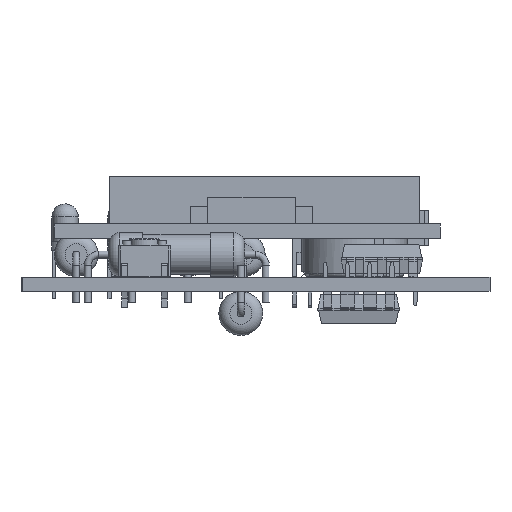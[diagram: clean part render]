
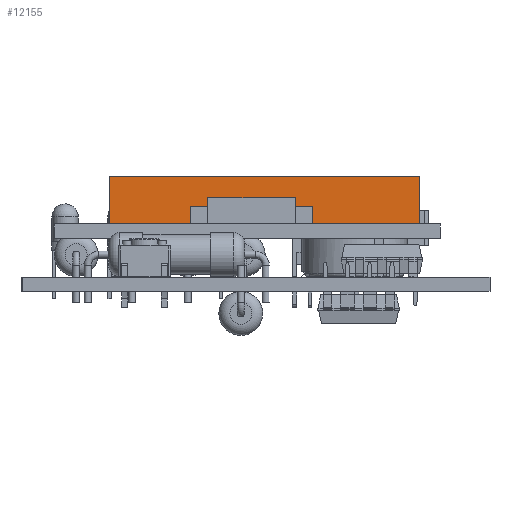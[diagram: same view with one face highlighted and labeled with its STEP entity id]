
A CAD part, left-side view. The second image highlights one B-rep face of the part: STEP entity #12155.
In plain terms, the highlighted planar face has unit normal (-1, 0, 0).
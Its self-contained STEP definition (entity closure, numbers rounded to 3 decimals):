
#2735 = PLANE('',#2736);
#2736 = AXIS2_PLACEMENT_3D('',#2737,#2738,#2739);
#2737 = CARTESIAN_POINT('',(-11.9,-19.5,6.));
#2738 = DIRECTION('',(-0.,-0.,-1.));
#2739 = DIRECTION('',(-1.,0.,0.));
#6204 = PLANE('',#6205);
#6205 = AXIS2_PLACEMENT_3D('',#6206,#6207,#6208);
#6206 = CARTESIAN_POINT('',(-70.,-15.,6.));
#6207 = DIRECTION('',(0.,1.,0.));
#6208 = DIRECTION('',(0.,-0.,1.));
#6260 = PLANE('',#6261);
#6261 = AXIS2_PLACEMENT_3D('',#6262,#6263,#6264);
#6262 = CARTESIAN_POINT('',(-70.,-25.,6.));
#6263 = DIRECTION('',(0.,1.,0.));
#6264 = DIRECTION('',(0.,-0.,1.));
#6357 = VERTEX_POINT('',#6358);
#6358 = CARTESIAN_POINT('',(-63.9,-25.,6.));
#6379 = EDGE_CURVE('',#6380,#6357,#6382,.T.);
#6380 = VERTEX_POINT('',#6381);
#6381 = CARTESIAN_POINT('',(-63.9,-39.2,6.));
#6382 = SURFACE_CURVE('',#6383,(#6387,#6394),.PCURVE_S1.);
#6383 = LINE('',#6384,#6385);
#6384 = CARTESIAN_POINT('',(-63.9,-39.2,6.));
#6385 = VECTOR('',#6386,1.);
#6386 = DIRECTION('',(0.,1.,0.));
#6387 = PCURVE('',#2735,#6388);
#6388 = DEFINITIONAL_REPRESENTATION('',(#6389),#6393);
#6389 = LINE('',#6390,#6391);
#6390 = CARTESIAN_POINT('',(52.,-19.7));
#6391 = VECTOR('',#6392,1.);
#6392 = DIRECTION('',(0.,1.));
#6393 = ( GEOMETRIC_REPRESENTATION_CONTEXT(2) 
PARAMETRIC_REPRESENTATION_CONTEXT() REPRESENTATION_CONTEXT('2D SPACE',''
  ) );
#6394 = PCURVE('',#6395,#6400);
#6395 = PLANE('',#6396);
#6396 = AXIS2_PLACEMENT_3D('',#6397,#6398,#6399);
#6397 = CARTESIAN_POINT('',(-63.9,-39.2,6.));
#6398 = DIRECTION('',(1.,0.,0.));
#6399 = DIRECTION('',(0.,0.,1.));
#6400 = DEFINITIONAL_REPRESENTATION('',(#6401),#6405);
#6401 = LINE('',#6402,#6403);
#6402 = CARTESIAN_POINT('',(0.,0.));
#6403 = VECTOR('',#6404,1.);
#6404 = DIRECTION('',(0.,-1.));
#6405 = ( GEOMETRIC_REPRESENTATION_CONTEXT(2) 
PARAMETRIC_REPRESENTATION_CONTEXT() REPRESENTATION_CONTEXT('2D SPACE',''
  ) );
#6423 = PLANE('',#6424);
#6424 = AXIS2_PLACEMENT_3D('',#6425,#6426,#6427);
#6425 = CARTESIAN_POINT('',(-63.9,-39.2,6.));
#6426 = DIRECTION('',(0.,1.,0.));
#6427 = DIRECTION('',(0.,-0.,1.));
#6464 = VERTEX_POINT('',#6465);
#6465 = CARTESIAN_POINT('',(-63.9,-3.8,6.));
#6479 = PLANE('',#6480);
#6480 = AXIS2_PLACEMENT_3D('',#6481,#6482,#6483);
#6481 = CARTESIAN_POINT('',(-63.9,-3.8,6.));
#6482 = DIRECTION('',(0.,1.,0.));
#6483 = DIRECTION('',(0.,-0.,1.));
#6491 = EDGE_CURVE('',#6492,#6464,#6494,.T.);
#6492 = VERTEX_POINT('',#6493);
#6493 = CARTESIAN_POINT('',(-63.9,-15.,6.));
#6494 = SURFACE_CURVE('',#6495,(#6499,#6506),.PCURVE_S1.);
#6495 = LINE('',#6496,#6497);
#6496 = CARTESIAN_POINT('',(-63.9,-39.2,6.));
#6497 = VECTOR('',#6498,1.);
#6498 = DIRECTION('',(0.,1.,0.));
#6499 = PCURVE('',#2735,#6500);
#6500 = DEFINITIONAL_REPRESENTATION('',(#6501),#6505);
#6501 = LINE('',#6502,#6503);
#6502 = CARTESIAN_POINT('',(52.,-19.7));
#6503 = VECTOR('',#6504,1.);
#6504 = DIRECTION('',(0.,1.));
#6505 = ( GEOMETRIC_REPRESENTATION_CONTEXT(2) 
PARAMETRIC_REPRESENTATION_CONTEXT() REPRESENTATION_CONTEXT('2D SPACE',''
  ) );
#6506 = PCURVE('',#6395,#6507);
#6507 = DEFINITIONAL_REPRESENTATION('',(#6508),#6512);
#6508 = LINE('',#6509,#6510);
#6509 = CARTESIAN_POINT('',(0.,0.));
#6510 = VECTOR('',#6511,1.);
#6511 = DIRECTION('',(0.,-1.));
#6512 = ( GEOMETRIC_REPRESENTATION_CONTEXT(2) 
PARAMETRIC_REPRESENTATION_CONTEXT() REPRESENTATION_CONTEXT('2D SPACE',''
  ) );
#11910 = VERTEX_POINT('',#11911);
#11911 = CARTESIAN_POINT('',(-63.9,-15.,9.));
#11925 = PLANE('',#11926);
#11926 = AXIS2_PLACEMENT_3D('',#11927,#11928,#11929);
#11927 = CARTESIAN_POINT('',(-70.,-25.,9.));
#11928 = DIRECTION('',(0.,0.,1.));
#11929 = DIRECTION('',(1.,0.,-0.));
#11937 = EDGE_CURVE('',#11910,#6492,#11938,.T.);
#11938 = SURFACE_CURVE('',#11939,(#11943,#11950),.PCURVE_S1.);
#11939 = LINE('',#11940,#11941);
#11940 = CARTESIAN_POINT('',(-63.9,-15.,6.));
#11941 = VECTOR('',#11942,1.);
#11942 = DIRECTION('',(0.,0.,-1.));
#11943 = PCURVE('',#6204,#11944);
#11944 = DEFINITIONAL_REPRESENTATION('',(#11945),#11949);
#11945 = LINE('',#11946,#11947);
#11946 = CARTESIAN_POINT('',(0.,6.1));
#11947 = VECTOR('',#11948,1.);
#11948 = DIRECTION('',(-1.,0.));
#11949 = ( GEOMETRIC_REPRESENTATION_CONTEXT(2) 
PARAMETRIC_REPRESENTATION_CONTEXT() REPRESENTATION_CONTEXT('2D SPACE',''
  ) );
#11950 = PCURVE('',#6395,#11951);
#11951 = DEFINITIONAL_REPRESENTATION('',(#11952),#11956);
#11952 = LINE('',#11953,#11954);
#11953 = CARTESIAN_POINT('',(0.,-24.2));
#11954 = VECTOR('',#11955,1.);
#11955 = DIRECTION('',(-1.,0.));
#11956 = ( GEOMETRIC_REPRESENTATION_CONTEXT(2) 
PARAMETRIC_REPRESENTATION_CONTEXT() REPRESENTATION_CONTEXT('2D SPACE',''
  ) );
#12155 = ADVANCED_FACE('',(#12156),#6395,.F.);
#12156 = FACE_BOUND('',#12157,.F.);
#12157 = EDGE_LOOP('',(#12158,#12188,#12209,#12210,#12233,#12254,#12255,
    #12256));
#12158 = ORIENTED_EDGE('',*,*,#12159,.F.);
#12159 = EDGE_CURVE('',#12160,#12162,#12164,.T.);
#12160 = VERTEX_POINT('',#12161);
#12161 = CARTESIAN_POINT('',(-63.9,-39.2,11.4));
#12162 = VERTEX_POINT('',#12163);
#12163 = CARTESIAN_POINT('',(-63.9,-3.8,11.4));
#12164 = SURFACE_CURVE('',#12165,(#12169,#12176),.PCURVE_S1.);
#12165 = LINE('',#12166,#12167);
#12166 = CARTESIAN_POINT('',(-63.9,-39.2,11.4));
#12167 = VECTOR('',#12168,1.);
#12168 = DIRECTION('',(0.,1.,0.));
#12169 = PCURVE('',#6395,#12170);
#12170 = DEFINITIONAL_REPRESENTATION('',(#12171),#12175);
#12171 = LINE('',#12172,#12173);
#12172 = CARTESIAN_POINT('',(5.4,0.));
#12173 = VECTOR('',#12174,1.);
#12174 = DIRECTION('',(0.,-1.));
#12175 = ( GEOMETRIC_REPRESENTATION_CONTEXT(2) 
PARAMETRIC_REPRESENTATION_CONTEXT() REPRESENTATION_CONTEXT('2D SPACE',''
  ) );
#12176 = PCURVE('',#12177,#12182);
#12177 = PLANE('',#12178);
#12178 = AXIS2_PLACEMENT_3D('',#12179,#12180,#12181);
#12179 = CARTESIAN_POINT('',(-63.9,-39.2,11.4));
#12180 = DIRECTION('',(0.,0.,1.));
#12181 = DIRECTION('',(1.,0.,-0.));
#12182 = DEFINITIONAL_REPRESENTATION('',(#12183),#12187);
#12183 = LINE('',#12184,#12185);
#12184 = CARTESIAN_POINT('',(0.,0.));
#12185 = VECTOR('',#12186,1.);
#12186 = DIRECTION('',(0.,1.));
#12187 = ( GEOMETRIC_REPRESENTATION_CONTEXT(2) 
PARAMETRIC_REPRESENTATION_CONTEXT() REPRESENTATION_CONTEXT('2D SPACE',''
  ) );
#12188 = ORIENTED_EDGE('',*,*,#12189,.F.);
#12189 = EDGE_CURVE('',#6380,#12160,#12190,.T.);
#12190 = SURFACE_CURVE('',#12191,(#12195,#12202),.PCURVE_S1.);
#12191 = LINE('',#12192,#12193);
#12192 = CARTESIAN_POINT('',(-63.9,-39.2,6.));
#12193 = VECTOR('',#12194,1.);
#12194 = DIRECTION('',(0.,0.,1.));
#12195 = PCURVE('',#6395,#12196);
#12196 = DEFINITIONAL_REPRESENTATION('',(#12197),#12201);
#12197 = LINE('',#12198,#12199);
#12198 = CARTESIAN_POINT('',(0.,0.));
#12199 = VECTOR('',#12200,1.);
#12200 = DIRECTION('',(1.,0.));
#12201 = ( GEOMETRIC_REPRESENTATION_CONTEXT(2) 
PARAMETRIC_REPRESENTATION_CONTEXT() REPRESENTATION_CONTEXT('2D SPACE',''
  ) );
#12202 = PCURVE('',#6423,#12203);
#12203 = DEFINITIONAL_REPRESENTATION('',(#12204),#12208);
#12204 = LINE('',#12205,#12206);
#12205 = CARTESIAN_POINT('',(0.,0.));
#12206 = VECTOR('',#12207,1.);
#12207 = DIRECTION('',(1.,0.));
#12208 = ( GEOMETRIC_REPRESENTATION_CONTEXT(2) 
PARAMETRIC_REPRESENTATION_CONTEXT() REPRESENTATION_CONTEXT('2D SPACE',''
  ) );
#12209 = ORIENTED_EDGE('',*,*,#6379,.T.);
#12210 = ORIENTED_EDGE('',*,*,#12211,.F.);
#12211 = EDGE_CURVE('',#12212,#6357,#12214,.T.);
#12212 = VERTEX_POINT('',#12213);
#12213 = CARTESIAN_POINT('',(-63.9,-25.,9.));
#12214 = SURFACE_CURVE('',#12215,(#12219,#12226),.PCURVE_S1.);
#12215 = LINE('',#12216,#12217);
#12216 = CARTESIAN_POINT('',(-63.9,-25.,6.));
#12217 = VECTOR('',#12218,1.);
#12218 = DIRECTION('',(0.,0.,-1.));
#12219 = PCURVE('',#6395,#12220);
#12220 = DEFINITIONAL_REPRESENTATION('',(#12221),#12225);
#12221 = LINE('',#12222,#12223);
#12222 = CARTESIAN_POINT('',(0.,-14.2));
#12223 = VECTOR('',#12224,1.);
#12224 = DIRECTION('',(-1.,0.));
#12225 = ( GEOMETRIC_REPRESENTATION_CONTEXT(2) 
PARAMETRIC_REPRESENTATION_CONTEXT() REPRESENTATION_CONTEXT('2D SPACE',''
  ) );
#12226 = PCURVE('',#6260,#12227);
#12227 = DEFINITIONAL_REPRESENTATION('',(#12228),#12232);
#12228 = LINE('',#12229,#12230);
#12229 = CARTESIAN_POINT('',(0.,6.1));
#12230 = VECTOR('',#12231,1.);
#12231 = DIRECTION('',(-1.,0.));
#12232 = ( GEOMETRIC_REPRESENTATION_CONTEXT(2) 
PARAMETRIC_REPRESENTATION_CONTEXT() REPRESENTATION_CONTEXT('2D SPACE',''
  ) );
#12233 = ORIENTED_EDGE('',*,*,#12234,.T.);
#12234 = EDGE_CURVE('',#12212,#11910,#12235,.T.);
#12235 = SURFACE_CURVE('',#12236,(#12240,#12247),.PCURVE_S1.);
#12236 = LINE('',#12237,#12238);
#12237 = CARTESIAN_POINT('',(-63.9,-32.1,9.));
#12238 = VECTOR('',#12239,1.);
#12239 = DIRECTION('',(0.,1.,0.));
#12240 = PCURVE('',#6395,#12241);
#12241 = DEFINITIONAL_REPRESENTATION('',(#12242),#12246);
#12242 = LINE('',#12243,#12244);
#12243 = CARTESIAN_POINT('',(3.,-7.1));
#12244 = VECTOR('',#12245,1.);
#12245 = DIRECTION('',(0.,-1.));
#12246 = ( GEOMETRIC_REPRESENTATION_CONTEXT(2) 
PARAMETRIC_REPRESENTATION_CONTEXT() REPRESENTATION_CONTEXT('2D SPACE',''
  ) );
#12247 = PCURVE('',#11925,#12248);
#12248 = DEFINITIONAL_REPRESENTATION('',(#12249),#12253);
#12249 = LINE('',#12250,#12251);
#12250 = CARTESIAN_POINT('',(6.1,-7.1));
#12251 = VECTOR('',#12252,1.);
#12252 = DIRECTION('',(0.,1.));
#12253 = ( GEOMETRIC_REPRESENTATION_CONTEXT(2) 
PARAMETRIC_REPRESENTATION_CONTEXT() REPRESENTATION_CONTEXT('2D SPACE',''
  ) );
#12254 = ORIENTED_EDGE('',*,*,#11937,.T.);
#12255 = ORIENTED_EDGE('',*,*,#6491,.T.);
#12256 = ORIENTED_EDGE('',*,*,#12257,.T.);
#12257 = EDGE_CURVE('',#6464,#12162,#12258,.T.);
#12258 = SURFACE_CURVE('',#12259,(#12263,#12270),.PCURVE_S1.);
#12259 = LINE('',#12260,#12261);
#12260 = CARTESIAN_POINT('',(-63.9,-3.8,6.));
#12261 = VECTOR('',#12262,1.);
#12262 = DIRECTION('',(0.,0.,1.));
#12263 = PCURVE('',#6395,#12264);
#12264 = DEFINITIONAL_REPRESENTATION('',(#12265),#12269);
#12265 = LINE('',#12266,#12267);
#12266 = CARTESIAN_POINT('',(0.,-35.4));
#12267 = VECTOR('',#12268,1.);
#12268 = DIRECTION('',(1.,0.));
#12269 = ( GEOMETRIC_REPRESENTATION_CONTEXT(2) 
PARAMETRIC_REPRESENTATION_CONTEXT() REPRESENTATION_CONTEXT('2D SPACE',''
  ) );
#12270 = PCURVE('',#6479,#12271);
#12271 = DEFINITIONAL_REPRESENTATION('',(#12272),#12276);
#12272 = LINE('',#12273,#12274);
#12273 = CARTESIAN_POINT('',(0.,0.));
#12274 = VECTOR('',#12275,1.);
#12275 = DIRECTION('',(1.,0.));
#12276 = ( GEOMETRIC_REPRESENTATION_CONTEXT(2) 
PARAMETRIC_REPRESENTATION_CONTEXT() REPRESENTATION_CONTEXT('2D SPACE',''
  ) );
